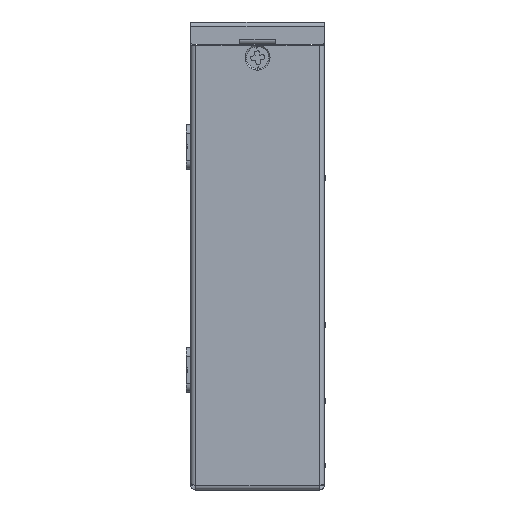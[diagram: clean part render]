
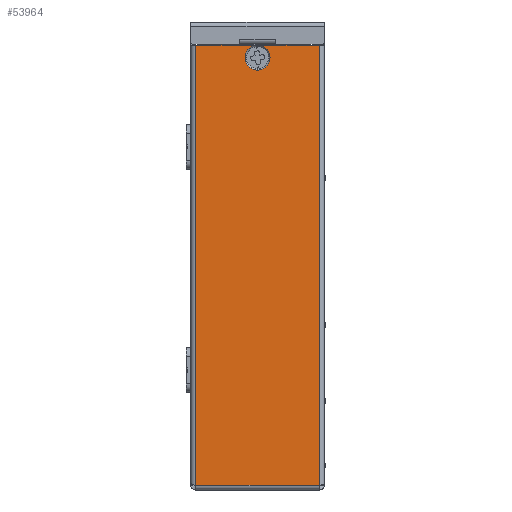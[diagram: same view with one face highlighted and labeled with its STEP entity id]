
A CAD part, left-side view. The second image highlights one B-rep face of the part: STEP entity #53964.
In plain terms, the highlighted planar face has unit normal (-1, 0, 0).
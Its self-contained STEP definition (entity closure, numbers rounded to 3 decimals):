
#93 = ORIENTED_EDGE ( 'NONE', *, *, #43543, .T. ) ;
#951 = CARTESIAN_POINT ( 'NONE',  ( -75., -58.3, 47.3 ) ) ;
#1155 = AXIS2_PLACEMENT_3D ( 'NONE', #7947, #58717, #29340 ) ;
#2250 = CARTESIAN_POINT ( 'NONE',  ( -75., -30.5, 47.3 ) ) ;
#2339 = DIRECTION ( 'NONE',  ( 0., 0., 1. ) ) ;
#2678 = LINE ( 'NONE', #46865, #39265 ) ;
#3313 = FACE_OUTER_BOUND ( 'NONE', #64073, .T. ) ;
#7947 = CARTESIAN_POINT ( 'NONE',  ( -75., -44.4, -52.5 ) ) ;
#8012 = VECTOR ( 'NONE', #30301, 1000. ) ;
#8069 = EDGE_CURVE ( 'NONE', #60361, #50388, #45148, .T. ) ;
#8453 = CARTESIAN_POINT ( 'NONE',  ( -75., -44.4, 44.5 ) ) ;
#8799 = DIRECTION ( 'NONE',  ( 0., 1., 0. ) ) ;
#9127 = ORIENTED_EDGE ( 'NONE', *, *, #38515, .T. ) ;
#9771 = VECTOR ( 'NONE', #8799, 1000. ) ;
#10631 = AXIS2_PLACEMENT_3D ( 'NONE', #34106, #25423, #18619 ) ;
#12347 = LINE ( 'NONE', #53864, #37563 ) ;
#13216 = PLANE ( 'NONE',  #1155 ) ;
#14019 = ORIENTED_EDGE ( 'NONE', *, *, #14300, .T. ) ;
#14300 = EDGE_CURVE ( 'NONE', #15939, #14309, #22343, .T. ) ;
#14309 = VERTEX_POINT ( 'NONE', #2250 ) ;
#15939 = VERTEX_POINT ( 'NONE', #37693 ) ;
#16258 = EDGE_CURVE ( 'NONE', #60361, #25393, #2678, .T. ) ;
#18619 = DIRECTION ( 'NONE',  ( 0., 0., -1. ) ) ;
#21059 = CARTESIAN_POINT ( 'NONE',  ( -75., -44.4, -51.45 ) ) ;
#21452 = AXIS2_PLACEMENT_3D ( 'NONE', #8453, #28564, #23627 ) ;
#22318 = VERTEX_POINT ( 'NONE', #47085 ) ;
#22343 = LINE ( 'NONE', #42131, #63568 ) ;
#22981 = LINE ( 'NONE', #63533, #9771 ) ;
#23627 = DIRECTION ( 'NONE',  ( 0., 0., -1. ) ) ;
#25391 = ORIENTED_EDGE ( 'NONE', *, *, #62656, .T. ) ;
#25393 = VERTEX_POINT ( 'NONE', #951 ) ;
#25423 = DIRECTION ( 'NONE',  ( 1., 0., 0. ) ) ;
#28564 = DIRECTION ( 'NONE',  ( 1., 0., 0. ) ) ;
#29340 = DIRECTION ( 'NONE',  ( 0., 0., -1. ) ) ;
#29429 = CARTESIAN_POINT ( 'NONE',  ( -75., -58.3, -51.45 ) ) ;
#30301 = DIRECTION ( 'NONE',  ( 0., 1., 0. ) ) ;
#34106 = CARTESIAN_POINT ( 'NONE',  ( -75., -44.4, 44.5 ) ) ;
#36585 = ORIENTED_EDGE ( 'NONE', *, *, #42455, .T. ) ;
#37527 = DIRECTION ( 'NONE',  ( 0., 1., 0. ) ) ;
#37563 = VECTOR ( 'NONE', #44291, 1000. ) ;
#37693 = CARTESIAN_POINT ( 'NONE',  ( -75., -44.4, 47.3 ) ) ;
#38515 = EDGE_CURVE ( 'NONE', #15939, #22318, #55898, .T. ) ;
#39265 = VECTOR ( 'NONE', #2339, 1000. ) ;
#42131 = CARTESIAN_POINT ( 'NONE',  ( -75., -29.4, 47.3 ) ) ;
#42455 = EDGE_CURVE ( 'NONE', #22318, #15939, #48815, .T. ) ;
#43543 = EDGE_CURVE ( 'NONE', #25393, #15939, #22981, .T. ) ;
#44291 = DIRECTION ( 'NONE',  ( 0., 0., -1. ) ) ;
#45148 = LINE ( 'NONE', #21059, #8012 ) ;
#46865 = CARTESIAN_POINT ( 'NONE',  ( -75., -58.3, -51.45 ) ) ;
#47085 = CARTESIAN_POINT ( 'NONE',  ( -75., -44.4, 41.7 ) ) ;
#48815 = CIRCLE ( 'NONE', #21452, 2.8 ) ;
#50388 = VERTEX_POINT ( 'NONE', #58089 ) ;
#53864 = CARTESIAN_POINT ( 'NONE',  ( -75., -30.5, 47.3 ) ) ;
#53896 = ORIENTED_EDGE ( 'NONE', *, *, #8069, .F. ) ;
#53964 = ADVANCED_FACE ( 'NONE', ( #3313 ), #13216, .F. ) ;
#55898 = CIRCLE ( 'NONE', #10631, 2.8 ) ;
#58089 = CARTESIAN_POINT ( 'NONE',  ( -75., -30.5, -51.45 ) ) ;
#58717 = DIRECTION ( 'NONE',  ( 1., 0., 0. ) ) ;
#60361 = VERTEX_POINT ( 'NONE', #29429 ) ;
#62656 = EDGE_CURVE ( 'NONE', #14309, #50388, #12347, .T. ) ;
#63329 = ORIENTED_EDGE ( 'NONE', *, *, #16258, .T. ) ;
#63533 = CARTESIAN_POINT ( 'NONE',  ( -75., -29.4, 47.3 ) ) ;
#63568 = VECTOR ( 'NONE', #37527, 1000. ) ;
#64073 = EDGE_LOOP ( 'NONE', ( #93, #9127, #36585, #14019, #25391, #53896, #63329 ) ) ;
